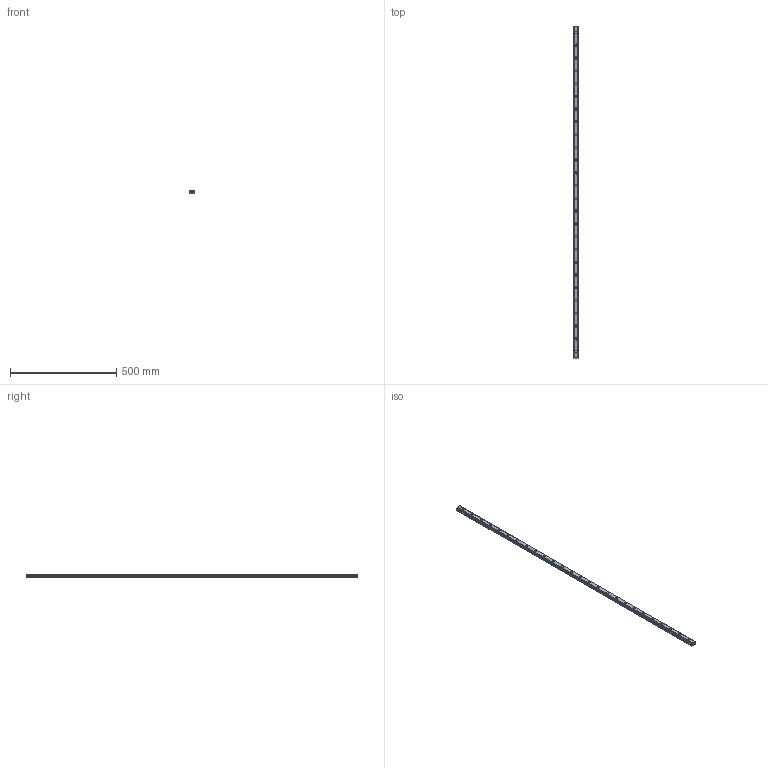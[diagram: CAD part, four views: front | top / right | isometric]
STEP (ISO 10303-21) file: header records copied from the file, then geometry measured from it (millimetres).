
FILE_DESCRIPTION(('STEP AP214'),'1');
FILE_NAME('cctmp_BF5569CF-31C6-4FB0-8BAA-44E4ADFFA225_2021_02_09_17_25_51_0417..stp','2021-02-09T16:25:51',('HIWIN GmbH'),('CADClick - www.CADClick.com'),'Spatial InterOp 3D',' ','unknown authorization');
FILE_SCHEMA(('AUTOMOTIVE_DESIGN'));
Length unit declared in the file: millimetre
Products named in the file (1): EGR25R1560C_FILE
Bounding box: 23 x 1560 x 18 mm (x, y, z)
Volume: 536545.4 mm3; surface area: 145303.7 mm2
Topology: 1 solids, 1 shells, 417 faces, 1077 edges, 718 vertices
Faces by surface type: plane 241, cylinder 176
Entity records: 16351 total; most frequent: DIRECTION 2473, CARTESIAN_POINT 2213, ORIENTED_EDGE 2154, EDGE_CURVE 1077, AXIS2_PLACEMENT_3D 978, VERTEX_POINT 718, LINE 517, VECTOR 517
